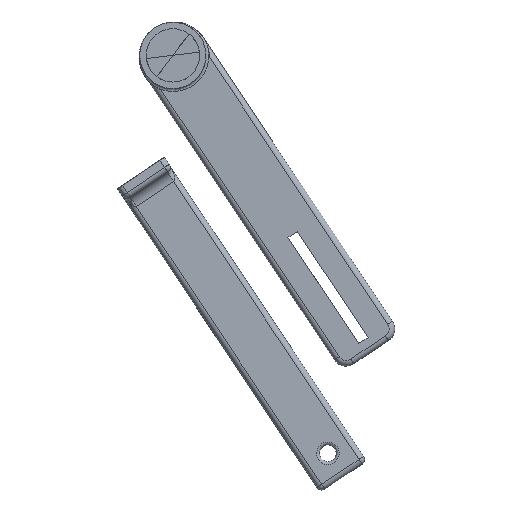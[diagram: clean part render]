
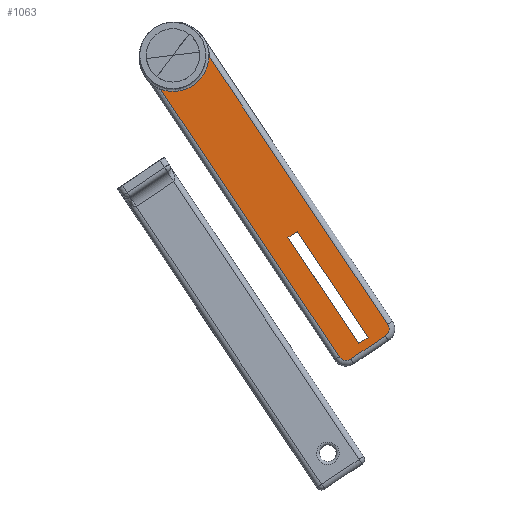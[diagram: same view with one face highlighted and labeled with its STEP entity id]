
A CAD part, top view. The second image highlights one B-rep face of the part: STEP entity #1063.
In plain terms, the highlighted planar face has unit normal (0, -0.001, 1).
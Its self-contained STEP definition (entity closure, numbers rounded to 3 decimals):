
#45=FACE_BOUND('',#186,.T.);
#57=PLANE('',#1183);
#113=FACE_OUTER_BOUND('',#185,.T.);
#185=EDGE_LOOP('',(#854,#855,#856,#857,#858,#859,#860,#861));
#186=EDGE_LOOP('',(#862,#863,#864,#865));
#260=LINE('',#1963,#343);
#261=LINE('',#1967,#344);
#262=LINE('',#1971,#345);
#263=LINE('',#1975,#346);
#264=LINE('',#1977,#347);
#265=LINE('',#1979,#348);
#266=LINE('',#1980,#349);
#343=VECTOR('',#1428,10.);
#344=VECTOR('',#1431,10.);
#345=VECTOR('',#1434,10.);
#346=VECTOR('',#1437,10.);
#347=VECTOR('',#1438,10.);
#348=VECTOR('',#1439,10.);
#349=VECTOR('',#1440,10.);
#419=CIRCLE('',#1175,12.85);
#423=CIRCLE('',#1184,12.5);
#424=CIRCLE('',#1185,3.);
#425=CIRCLE('',#1186,3.);
#426=CIRCLE('',#1187,12.5);
#494=VERTEX_POINT('',#1863);
#495=VERTEX_POINT('',#1888);
#503=VERTEX_POINT('',#1960);
#504=VERTEX_POINT('',#1962);
#505=VERTEX_POINT('',#1964);
#506=VERTEX_POINT('',#1966);
#507=VERTEX_POINT('',#1968);
#508=VERTEX_POINT('',#1970);
#509=VERTEX_POINT('',#1973);
#510=VERTEX_POINT('',#1974);
#511=VERTEX_POINT('',#1976);
#512=VERTEX_POINT('',#1978);
#616=EDGE_CURVE('',#494,#495,#419,.T.);
#628=EDGE_CURVE('',#494,#503,#423,.T.);
#629=EDGE_CURVE('',#504,#503,#260,.T.);
#630=EDGE_CURVE('',#505,#504,#424,.T.);
#631=EDGE_CURVE('',#506,#505,#261,.T.);
#632=EDGE_CURVE('',#507,#506,#425,.T.);
#633=EDGE_CURVE('',#508,#507,#262,.T.);
#634=EDGE_CURVE('',#508,#495,#426,.T.);
#635=EDGE_CURVE('',#509,#510,#263,.T.);
#636=EDGE_CURVE('',#511,#510,#264,.T.);
#637=EDGE_CURVE('',#511,#512,#265,.T.);
#638=EDGE_CURVE('',#509,#512,#266,.T.);
#854=ORIENTED_EDGE('',*,*,#616,.F.);
#855=ORIENTED_EDGE('',*,*,#628,.T.);
#856=ORIENTED_EDGE('',*,*,#629,.F.);
#857=ORIENTED_EDGE('',*,*,#630,.F.);
#858=ORIENTED_EDGE('',*,*,#631,.F.);
#859=ORIENTED_EDGE('',*,*,#632,.F.);
#860=ORIENTED_EDGE('',*,*,#633,.F.);
#861=ORIENTED_EDGE('',*,*,#634,.T.);
#862=ORIENTED_EDGE('',*,*,#635,.T.);
#863=ORIENTED_EDGE('',*,*,#636,.F.);
#864=ORIENTED_EDGE('',*,*,#637,.T.);
#865=ORIENTED_EDGE('',*,*,#638,.F.);
#1063=ADVANCED_FACE('',(#113,#45),#57,.T.);
#1175=AXIS2_PLACEMENT_3D('',#1889,#1407,#1408);
#1183=AXIS2_PLACEMENT_3D('',#1959,#1424,#1425);
#1184=AXIS2_PLACEMENT_3D('',#1961,#1426,#1427);
#1185=AXIS2_PLACEMENT_3D('',#1965,#1429,#1430);
#1186=AXIS2_PLACEMENT_3D('',#1969,#1432,#1433);
#1187=AXIS2_PLACEMENT_3D('',#1972,#1435,#1436);
#1407=DIRECTION('center_axis',(0.,-0.001,
1.));
#1408=DIRECTION('ref_axis',(-0.199,-0.98,-0.001));
#1424=DIRECTION('center_axis',(0.,-0.001,
1.));
#1425=DIRECTION('ref_axis',(0.403,0.915,0.001));
#1426=DIRECTION('center_axis',(0.,-0.001,
1.));
#1427=DIRECTION('ref_axis',(-0.403,-0.915,-0.001));
#1428=DIRECTION('',(-0.555,0.832,0.001));
#1429=DIRECTION('center_axis',(0.,0.001,
-1.));
#1430=DIRECTION('ref_axis',(-0.195,-0.981,-0.001));
#1431=DIRECTION('',(-0.832,-0.555,-0.001));
#1432=DIRECTION('center_axis',(0.,0.001,
-1.));
#1433=DIRECTION('ref_axis',(0.981,-0.195,0.));
#1434=DIRECTION('',(0.555,-0.832,-0.001));
#1435=DIRECTION('center_axis',(0.,-0.001,
1.));
#1436=DIRECTION('ref_axis',(-0.403,-0.915,-0.001));
#1437=DIRECTION('',(-0.832,-0.555,-0.001));
#1438=DIRECTION('',(0.555,-0.832,-0.001));
#1439=DIRECTION('',(0.832,0.555,0.001));
#1440=DIRECTION('',(-0.555,0.832,0.001));
#1863=CARTESIAN_POINT('',(-4.83,128.065,283.818));
#1888=CARTESIAN_POINT('',(12.66,142.144,283.842));
#1889=CARTESIAN_POINT('Origin',(-0.005,139.975,283.835));
#1959=CARTESIAN_POINT('Origin',(0.468,139.386,283.834));
#1960=CARTESIAN_POINT('',(-4.37,127.861,283.818));
#1961=CARTESIAN_POINT('Origin',(0.468,139.386,283.834));
#1962=CARTESIAN_POINT('',(59.197,32.655,283.707));
#1963=CARTESIAN_POINT('',(26.886,81.047,283.763));
#1964=CARTESIAN_POINT('',(63.358,31.826,283.707));
#1965=CARTESIAN_POINT('Origin',(61.692,34.321,283.71));
#1966=CARTESIAN_POINT('',(75.706,40.071,283.721));
#1967=CARTESIAN_POINT('',(74.698,39.398,283.72));
#1968=CARTESIAN_POINT('',(76.536,44.232,283.727));
#1969=CARTESIAN_POINT('Origin',(74.041,42.566,283.724));
#1970=CARTESIAN_POINT('',(12.968,139.437,283.838));
#1971=CARTESIAN_POINT('',(9.52,144.603,283.844));
#1972=CARTESIAN_POINT('Origin',(0.468,139.386,283.834));
#1973=CARTESIAN_POINT('',(69.53,39.554,283.719));
#1974=CARTESIAN_POINT('',(66.203,37.333,283.715));
#1975=CARTESIAN_POINT('',(66.827,37.749,283.716));
#1976=CARTESIAN_POINT('',(40.986,75.101,283.759));
#1977=CARTESIAN_POINT('',(19.895,106.688,283.796));
#1978=CARTESIAN_POINT('',(44.312,77.322,283.763));
#1979=CARTESIAN_POINT('',(43.689,76.906,283.762));
#1980=CARTESIAN_POINT('',(35.831,90.025,283.778));
